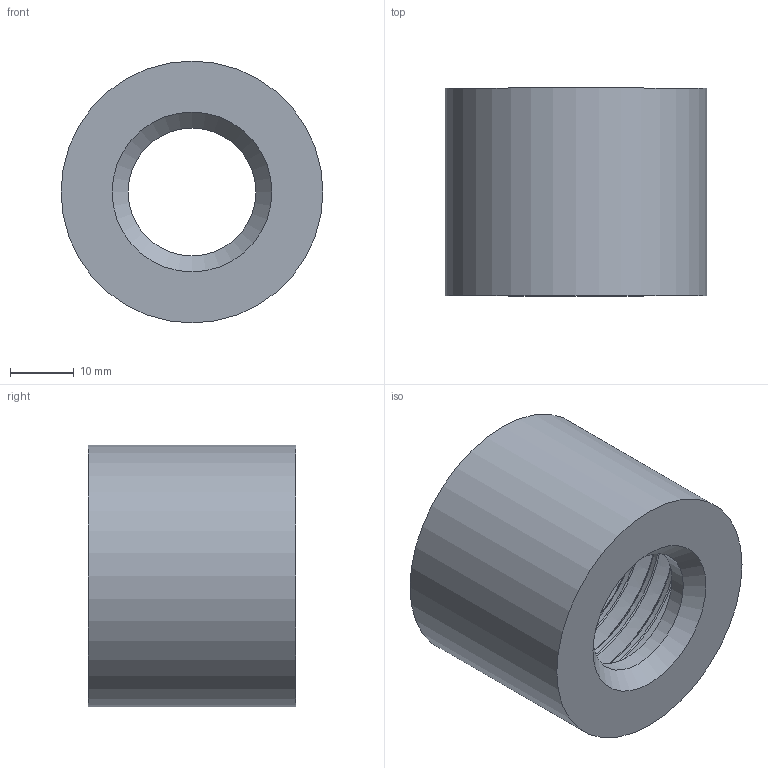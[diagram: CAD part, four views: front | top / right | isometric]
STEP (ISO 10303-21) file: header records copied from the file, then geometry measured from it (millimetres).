
FILE_DESCRIPTION(/* description */ (''),/* implementation_level */ '2;1');
FILE_NAME(/* name */ 'Retainer v3.step',/* time_stamp */ '2023-09-28T23:08:55-04:00',/* author */ (''),/* organization */ (''),/* preprocessor_version */ 'ST-DEVELOPER v20',/* originating_system */ 'Autodesk Translation Framework v12.14.0.127',/* authorisation */ '');
FILE_SCHEMA (('AUTOMOTIVE_DESIGN { 1 0 10303 214 3 1 1 }'));
Length unit declared in the file: millimetre
Products named in the file (1): Retainer
Bounding box: 41 x 32.5 x 41 mm (x, y, z)
Volume: 11839.5 mm3; surface area: 11640.7 mm2
Topology: 1 solids, 1 shells, 26 faces, 68 edges, 45 vertices
Faces by surface type: cylinder 18, bspline 4, plane 3, cone 1
Full cylindrical faces by diameter (mm): 20 x1, 34.97 x6, 39.439 x6, 41 x1
Entity records: 3803 total; most frequent: CARTESIAN_POINT 3202, ORIENTED_EDGE 136, DIRECTION 81, EDGE_CURVE 68, VERTEX_POINT 45, B_SPLINE_CURVE_WITH_KNOTS 42, AXIS2_PLACEMENT_3D 32, EDGE_LOOP 29
